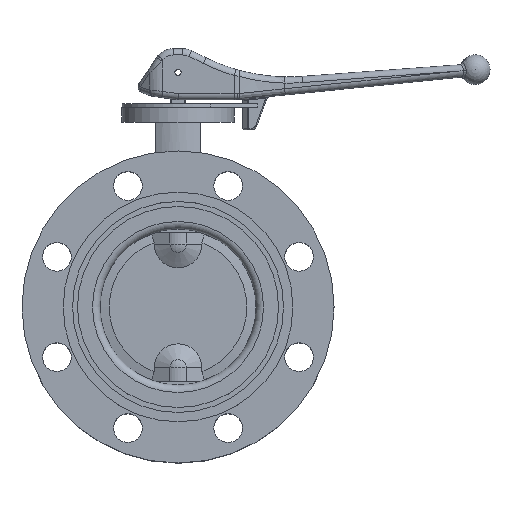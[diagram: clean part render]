
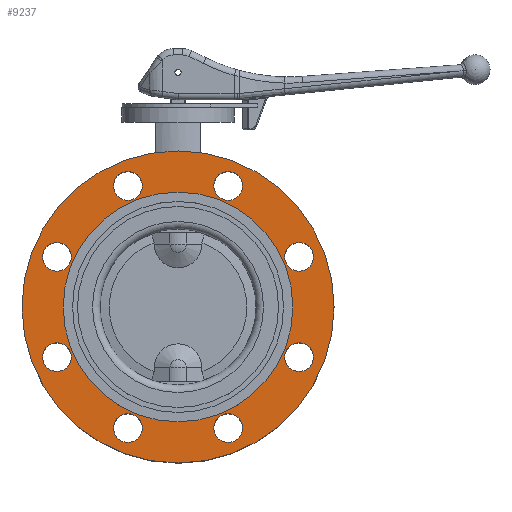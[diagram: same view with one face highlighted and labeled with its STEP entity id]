
A CAD part, top view. The second image highlights one B-rep face of the part: STEP entity #9237.
In plain terms, the highlighted planar face has unit normal (0, 0, 1).
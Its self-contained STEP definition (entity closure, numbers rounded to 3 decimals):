
#199=FACE_BOUND('',#2765,.T.);
#200=FACE_BOUND('',#2766,.T.);
#201=FACE_BOUND('',#2767,.T.);
#202=FACE_BOUND('',#2768,.T.);
#203=FACE_BOUND('',#2769,.T.);
#204=FACE_BOUND('',#2770,.T.);
#205=FACE_BOUND('',#2771,.T.);
#206=FACE_BOUND('',#2772,.T.);
#207=FACE_BOUND('',#2773,.T.);
#246=PLANE('',#9974);
#2168=FACE_OUTER_BOUND('',#2764,.T.);
#2764=EDGE_LOOP('',(#6650));
#2765=EDGE_LOOP('',(#6651));
#2766=EDGE_LOOP('',(#6652));
#2767=EDGE_LOOP('',(#6653));
#2768=EDGE_LOOP('',(#6654));
#2769=EDGE_LOOP('',(#6655));
#2770=EDGE_LOOP('',(#6656));
#2771=EDGE_LOOP('',(#6657));
#2772=EDGE_LOOP('',(#6658));
#2773=EDGE_LOOP('',(#6659));
#3491=CIRCLE('',#9759,11.5);
#3495=CIRCLE('',#9765,11.5);
#3499=CIRCLE('',#9771,11.5);
#3503=CIRCLE('',#9777,11.5);
#3507=CIRCLE('',#9783,11.5);
#3511=CIRCLE('',#9789,11.5);
#3515=CIRCLE('',#9795,11.5);
#3519=CIRCLE('',#9801,11.5);
#3539=CIRCLE('',#9833,92.);
#3540=CIRCLE('',#9835,125.);
#3908=VERTEX_POINT('',#13223);
#3912=VERTEX_POINT('',#13235);
#3916=VERTEX_POINT('',#13247);
#3920=VERTEX_POINT('',#13259);
#3924=VERTEX_POINT('',#13271);
#3928=VERTEX_POINT('',#13283);
#3932=VERTEX_POINT('',#13295);
#3936=VERTEX_POINT('',#13307);
#3961=VERTEX_POINT('',#13374);
#3962=VERTEX_POINT('',#13378);
#4792=EDGE_CURVE('',#3908,#3908,#3491,.T.);
#4798=EDGE_CURVE('',#3912,#3912,#3495,.T.);
#4804=EDGE_CURVE('',#3916,#3916,#3499,.T.);
#4810=EDGE_CURVE('',#3920,#3920,#3503,.T.);
#4816=EDGE_CURVE('',#3924,#3924,#3507,.T.);
#4822=EDGE_CURVE('',#3928,#3928,#3511,.T.);
#4828=EDGE_CURVE('',#3932,#3932,#3515,.T.);
#4834=EDGE_CURVE('',#3936,#3936,#3519,.T.);
#4868=EDGE_CURVE('',#3961,#3961,#3539,.T.);
#4869=EDGE_CURVE('',#3962,#3962,#3540,.T.);
#6650=ORIENTED_EDGE('',*,*,#4869,.T.);
#6651=ORIENTED_EDGE('',*,*,#4792,.T.);
#6652=ORIENTED_EDGE('',*,*,#4798,.T.);
#6653=ORIENTED_EDGE('',*,*,#4804,.T.);
#6654=ORIENTED_EDGE('',*,*,#4810,.T.);
#6655=ORIENTED_EDGE('',*,*,#4816,.T.);
#6656=ORIENTED_EDGE('',*,*,#4822,.T.);
#6657=ORIENTED_EDGE('',*,*,#4828,.T.);
#6658=ORIENTED_EDGE('',*,*,#4834,.T.);
#6659=ORIENTED_EDGE('',*,*,#4868,.F.);
#9237=ADVANCED_FACE('',(#2168,#199,#200,#201,#202,#203,#204,#205,#206,#207),
#246,.F.);
#9759=AXIS2_PLACEMENT_3D('',#13225,#10695,#10696);
#9765=AXIS2_PLACEMENT_3D('',#13237,#10709,#10710);
#9771=AXIS2_PLACEMENT_3D('',#13249,#10723,#10724);
#9777=AXIS2_PLACEMENT_3D('',#13261,#10737,#10738);
#9783=AXIS2_PLACEMENT_3D('',#13273,#10751,#10752);
#9789=AXIS2_PLACEMENT_3D('',#13285,#10765,#10766);
#9795=AXIS2_PLACEMENT_3D('',#13297,#10779,#10780);
#9801=AXIS2_PLACEMENT_3D('',#13309,#10793,#10794);
#9833=AXIS2_PLACEMENT_3D('',#13376,#10867,#10868);
#9835=AXIS2_PLACEMENT_3D('',#13379,#10871,#10872);
#9974=AXIS2_PLACEMENT_3D('',#14813,#11257,#11258);
#10695=DIRECTION('center_axis',(0.,0.,-1.));
#10696=DIRECTION('ref_axis',(0.,1.,0.));
#10709=DIRECTION('center_axis',(0.,0.,-1.));
#10710=DIRECTION('ref_axis',(0.,1.,0.));
#10723=DIRECTION('center_axis',(0.,0.,-1.));
#10724=DIRECTION('ref_axis',(0.,1.,0.));
#10737=DIRECTION('center_axis',(0.,0.,-1.));
#10738=DIRECTION('ref_axis',(0.,1.,0.));
#10751=DIRECTION('center_axis',(0.,0.,-1.));
#10752=DIRECTION('ref_axis',(0.,1.,0.));
#10765=DIRECTION('center_axis',(0.,0.,-1.));
#10766=DIRECTION('ref_axis',(0.,1.,0.));
#10779=DIRECTION('center_axis',(0.,0.,-1.));
#10780=DIRECTION('ref_axis',(0.,1.,0.));
#10793=DIRECTION('center_axis',(0.,0.,-1.));
#10794=DIRECTION('ref_axis',(0.,1.,0.));
#10867=DIRECTION('center_axis',(0.,0.,1.));
#10868=DIRECTION('ref_axis',(0.,-1.,0.));
#10871=DIRECTION('center_axis',(0.,0.,1.));
#10872=DIRECTION('ref_axis',(0.,-1.,0.));
#11257=DIRECTION('center_axis',(0.,0.,-1.));
#11258=DIRECTION('ref_axis',(0.,1.,0.));
#13223=CARTESIAN_POINT('',(-51.682,97.007,64.5));
#13225=CARTESIAN_POINT('Origin',(-40.182,97.007,64.5));
#13235=CARTESIAN_POINT('',(-108.507,40.182,64.5));
#13237=CARTESIAN_POINT('Origin',(-97.007,40.182,64.5));
#13247=CARTESIAN_POINT('',(-108.507,-40.182,64.5));
#13249=CARTESIAN_POINT('Origin',(-97.007,-40.182,64.5));
#13259=CARTESIAN_POINT('',(-51.682,-97.007,64.5));
#13261=CARTESIAN_POINT('Origin',(-40.182,-97.007,64.5));
#13271=CARTESIAN_POINT('',(28.682,-97.007,64.5));
#13273=CARTESIAN_POINT('Origin',(40.182,-97.007,64.5));
#13283=CARTESIAN_POINT('',(85.507,-40.182,64.5));
#13285=CARTESIAN_POINT('Origin',(97.007,-40.182,64.5));
#13295=CARTESIAN_POINT('',(28.682,97.007,64.5));
#13297=CARTESIAN_POINT('Origin',(40.182,97.007,64.5));
#13307=CARTESIAN_POINT('',(85.507,40.182,64.5));
#13309=CARTESIAN_POINT('Origin',(97.007,40.182,64.5));
#13374=CARTESIAN_POINT('',(0.,92.,64.5));
#13376=CARTESIAN_POINT('Origin',(0.,0.,64.5));
#13378=CARTESIAN_POINT('',(0.,125.,64.5));
#13379=CARTESIAN_POINT('Origin',(0.,0.,64.5));
#14813=CARTESIAN_POINT('Origin',(0.,92.,64.5));
